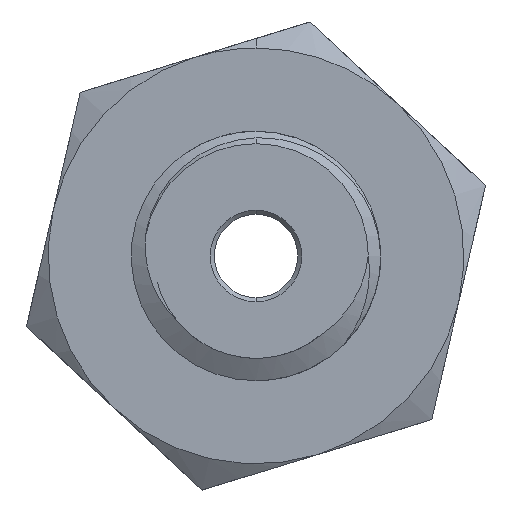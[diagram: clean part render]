
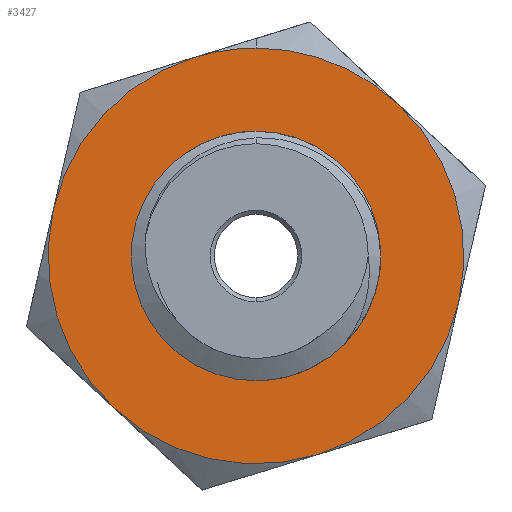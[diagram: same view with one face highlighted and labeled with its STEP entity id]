
A CAD part, front view. The second image highlights one B-rep face of the part: STEP entity #3427.
In plain terms, the highlighted planar face has unit normal (0, -1, 0).
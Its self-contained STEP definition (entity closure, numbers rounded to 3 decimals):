
#119 = EDGE_CURVE ( 'NONE', #4208, #1820, #2025, .T. ) ;
#137 = VERTEX_POINT ( 'NONE', #252 ) ;
#200 = DIRECTION ( 'NONE',  ( 0., 0., -1. ) ) ;
#208 = EDGE_LOOP ( 'NONE', ( #2500, #5566, #5119, #5973, #2837, #2988, #5000 ) ) ;
#250 = CARTESIAN_POINT ( 'NONE',  ( 0., 0., 0. ) ) ;
#252 = CARTESIAN_POINT ( 'NONE',  ( 3.406, 0., 3.66 ) ) ;
#255 = AXIS2_PLACEMENT_3D ( 'NONE', #250, #2640, #2594 ) ;
#269 = CIRCLE ( 'NONE', #4912, 5. ) ;
#280 = CIRCLE ( 'NONE', #3357, 5. ) ;
#445 = CARTESIAN_POINT ( 'NONE',  ( 0., 0., 0. ) ) ;
#493 = FACE_OUTER_BOUND ( 'NONE', #208, .T. ) ;
#501 = DIRECTION ( 'NONE',  ( 0., 0., 1. ) ) ;
#595 = CARTESIAN_POINT ( 'NONE',  ( 0., 0., 0. ) ) ;
#618 = CARTESIAN_POINT ( 'NONE',  ( 0., 0., 0. ) ) ;
#643 = DIRECTION ( 'NONE',  ( 0., 0., 1. ) ) ;
#660 = CARTESIAN_POINT ( 'NONE',  ( 0., 0., 0. ) ) ;
#687 = CARTESIAN_POINT ( 'NONE',  ( 0., 0., 2.9 ) ) ;
#704 = CARTESIAN_POINT ( 'NONE',  ( -4.873, 0., 1.12 ) ) ;
#730 = DIRECTION ( 'NONE',  ( 0., 0., -1. ) ) ;
#911 = EDGE_CURVE ( 'NONE', #5999, #2125, #2970, .T. ) ;
#955 = DIRECTION ( 'NONE',  ( 0., 0., 1. ) ) ;
#1089 = DIRECTION ( 'NONE',  ( 0., 0., -1. ) ) ;
#1118 = AXIS2_PLACEMENT_3D ( 'NONE', #4475, #3478, #200 ) ;
#1236 = CARTESIAN_POINT ( 'NONE',  ( 4.873, 0., -1.12 ) ) ;
#1330 = AXIS2_PLACEMENT_3D ( 'NONE', #445, #1873, #955 ) ;
#1387 = AXIS2_PLACEMENT_3D ( 'NONE', #618, #3842, #3879 ) ;
#1473 = CARTESIAN_POINT ( 'NONE',  ( 0., 0., 0. ) ) ;
#1575 = VERTEX_POINT ( 'NONE', #3748 ) ;
#1753 = FACE_BOUND ( 'NONE', #2509, .T. ) ;
#1820 = VERTEX_POINT ( 'NONE', #2146 ) ;
#1873 = DIRECTION ( 'NONE',  ( 0., 1., 0. ) ) ;
#2025 = CIRCLE ( 'NONE', #4990, 5. ) ;
#2125 = VERTEX_POINT ( 'NONE', #687 ) ;
#2146 = CARTESIAN_POINT ( 'NONE',  ( -3.406, 0., -3.66 ) ) ;
#2175 = EDGE_CURVE ( 'NONE', #1820, #3170, #5170, .T. ) ;
#2201 = EDGE_CURVE ( 'NONE', #4302, #1575, #4959, .T. ) ;
#2211 = CARTESIAN_POINT ( 'NONE',  ( 0., 0., 0. ) ) ;
#2235 = AXIS2_PLACEMENT_3D ( 'NONE', #660, #2531, #643 ) ;
#2243 = CIRCLE ( 'NONE', #3942, 2.9 ) ;
#2397 = CARTESIAN_POINT ( 'NONE',  ( 0., 0., 5. ) ) ;
#2500 = ORIENTED_EDGE ( 'NONE', *, *, #3029, .T. ) ;
#2509 = EDGE_LOOP ( 'NONE', ( #5426, #4038 ) ) ;
#2531 = DIRECTION ( 'NONE',  ( 0., 1., 0. ) ) ;
#2586 = DIRECTION ( 'NONE',  ( 0., 0., -1. ) ) ;
#2594 = DIRECTION ( 'NONE',  ( 0., 0., -1. ) ) ;
#2633 = EDGE_CURVE ( 'NONE', #1575, #4208, #280, .T. ) ;
#2640 = DIRECTION ( 'NONE',  ( 0., -1., 0. ) ) ;
#2674 = DIRECTION ( 'NONE',  ( 0., -1., 0. ) ) ;
#2713 = DIRECTION ( 'NONE',  ( 0., -1., 0. ) ) ;
#2754 = EDGE_CURVE ( 'NONE', #3192, #137, #5678, .T. ) ;
#2837 = ORIENTED_EDGE ( 'NONE', *, *, #2633, .T. ) ;
#2970 = CIRCLE ( 'NONE', #2235, 2.9 ) ;
#2982 = DIRECTION ( 'NONE',  ( 0., -1., 0. ) ) ;
#2988 = ORIENTED_EDGE ( 'NONE', *, *, #119, .T. ) ;
#3029 = EDGE_CURVE ( 'NONE', #3170, #3192, #269, .T. ) ;
#3059 = DIRECTION ( 'NONE',  ( 0., -1., 0. ) ) ;
#3170 = VERTEX_POINT ( 'NONE', #3562 ) ;
#3192 = VERTEX_POINT ( 'NONE', #1236 ) ;
#3357 = AXIS2_PLACEMENT_3D ( 'NONE', #2211, #2713, #730 ) ;
#3427 = ADVANCED_FACE ( 'NONE', ( #1753, #493 ), #3761, .F. ) ;
#3478 = DIRECTION ( 'NONE',  ( 0., -1., 0. ) ) ;
#3562 = CARTESIAN_POINT ( 'NONE',  ( 1.466, 0., -4.78 ) ) ;
#3748 = CARTESIAN_POINT ( 'NONE',  ( -1.466, 0., 4.78 ) ) ;
#3761 = PLANE ( 'NONE',  #1330 ) ;
#3826 = EDGE_CURVE ( 'NONE', #137, #4302, #4667, .T. ) ;
#3842 = DIRECTION ( 'NONE',  ( 0., -1., 0. ) ) ;
#3858 = CARTESIAN_POINT ( 'NONE',  ( 0., 0., -2.9 ) ) ;
#3879 = DIRECTION ( 'NONE',  ( 0., 0., -1. ) ) ;
#3942 = AXIS2_PLACEMENT_3D ( 'NONE', #1473, #5618, #501 ) ;
#4038 = ORIENTED_EDGE ( 'NONE', *, *, #911, .T. ) ;
#4208 = VERTEX_POINT ( 'NONE', #704 ) ;
#4302 = VERTEX_POINT ( 'NONE', #2397 ) ;
#4475 = CARTESIAN_POINT ( 'NONE',  ( 0., 0., 0. ) ) ;
#4565 = CARTESIAN_POINT ( 'NONE',  ( 0., 0., 0. ) ) ;
#4667 = CIRCLE ( 'NONE', #255, 5. ) ;
#4912 = AXIS2_PLACEMENT_3D ( 'NONE', #4943, #3059, #2586 ) ;
#4943 = CARTESIAN_POINT ( 'NONE',  ( 0., 0., 0. ) ) ;
#4959 = CIRCLE ( 'NONE', #1387, 5. ) ;
#4990 = AXIS2_PLACEMENT_3D ( 'NONE', #4565, #2674, #5927 ) ;
#5000 = ORIENTED_EDGE ( 'NONE', *, *, #2175, .T. ) ;
#5119 = ORIENTED_EDGE ( 'NONE', *, *, #3826, .T. ) ;
#5170 = CIRCLE ( 'NONE', #5275, 5. ) ;
#5275 = AXIS2_PLACEMENT_3D ( 'NONE', #595, #2982, #1089 ) ;
#5426 = ORIENTED_EDGE ( 'NONE', *, *, #5847, .T. ) ;
#5566 = ORIENTED_EDGE ( 'NONE', *, *, #2754, .T. ) ;
#5618 = DIRECTION ( 'NONE',  ( 0., 1., 0. ) ) ;
#5678 = CIRCLE ( 'NONE', #1118, 5. ) ;
#5847 = EDGE_CURVE ( 'NONE', #2125, #5999, #2243, .T. ) ;
#5927 = DIRECTION ( 'NONE',  ( 0., 0., -1. ) ) ;
#5973 = ORIENTED_EDGE ( 'NONE', *, *, #2201, .T. ) ;
#5999 = VERTEX_POINT ( 'NONE', #3858 ) ;
